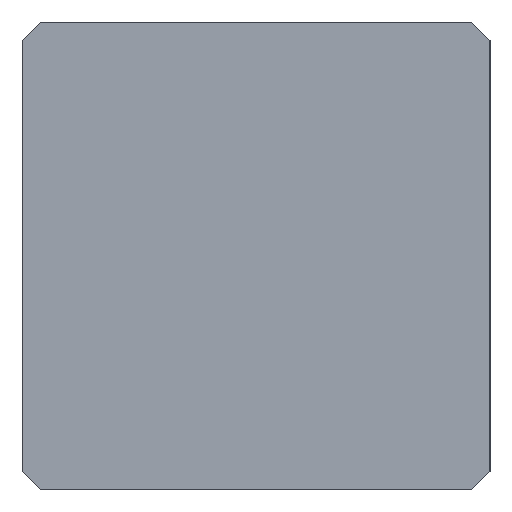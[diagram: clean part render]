
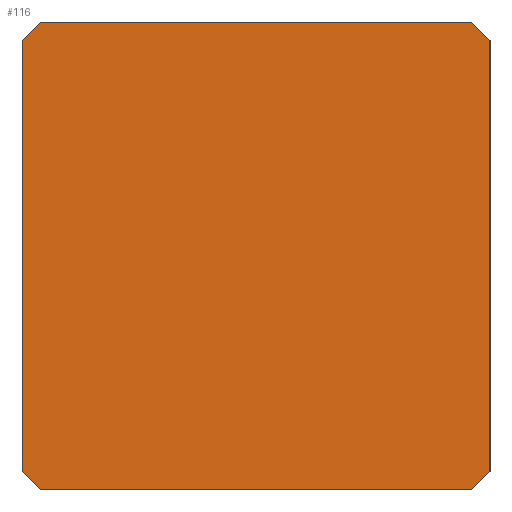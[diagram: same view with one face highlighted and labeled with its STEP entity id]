
A CAD part, left-side view. The second image highlights one B-rep face of the part: STEP entity #116.
In plain terms, the highlighted planar face has unit normal (-1, 0, 0).
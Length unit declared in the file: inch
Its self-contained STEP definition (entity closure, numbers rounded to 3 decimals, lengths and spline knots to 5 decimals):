
#75 = DIRECTION ( 'NONE',  ( 0., 0.707, 0.707 ) ) ;
#82 = CARTESIAN_POINT ( 'NONE',  ( -1.5, 0.25, -0.23031 ) ) ;
#101 = VERTEX_POINT ( 'NONE', #115 ) ;
#115 = CARTESIAN_POINT ( 'NONE',  ( -1.5, 0.23031, 0.25 ) ) ;
#116 = ADVANCED_FACE ( 'NONE', ( #889 ), #901, .F. ) ;
#136 = EDGE_CURVE ( 'NONE', #1130, #330, #1506, .T. ) ;
#148 = EDGE_CURVE ( 'NONE', #474, #1489, #533, .T. ) ;
#181 = LINE ( 'NONE', #1139, #402 ) ;
#184 = LINE ( 'NONE', #409, #492 ) ;
#194 = VECTOR ( 'NONE', #954, 39.37008 ) ;
#209 = CARTESIAN_POINT ( 'NONE',  ( -1.5, 0.23031, 0.25 ) ) ;
#214 = DIRECTION ( 'NONE',  ( 0., -0.707, 0.707 ) ) ;
#219 = DIRECTION ( 'NONE',  ( 0., 0.707, -0.707 ) ) ;
#252 = VECTOR ( 'NONE', #267, 39.37008 ) ;
#267 = DIRECTION ( 'NONE',  ( 0., 0., 1. ) ) ;
#288 = LINE ( 'NONE', #510, #368 ) ;
#308 = DIRECTION ( 'NONE',  ( 0., -0.707, -0.707 ) ) ;
#314 = VERTEX_POINT ( 'NONE', #1275 ) ;
#327 = CARTESIAN_POINT ( 'NONE',  ( -1.5, -0.23031, -0.25 ) ) ;
#330 = VERTEX_POINT ( 'NONE', #1037 ) ;
#345 = EDGE_CURVE ( 'NONE', #314, #330, #489, .T. ) ;
#367 = VECTOR ( 'NONE', #219, 39.37008 ) ;
#368 = VECTOR ( 'NONE', #747, 39.37008 ) ;
#402 = VECTOR ( 'NONE', #75, 39.37008 ) ;
#409 = CARTESIAN_POINT ( 'NONE',  ( -1.5, 0.25, 0.25 ) ) ;
#444 = LINE ( 'NONE', #209, #367 ) ;
#456 = VERTEX_POINT ( 'NONE', #754 ) ;
#474 = VERTEX_POINT ( 'NONE', #82 ) ;
#489 = LINE ( 'NONE', #563, #194 ) ;
#492 = VECTOR ( 'NONE', #873, 39.37008 ) ;
#510 = CARTESIAN_POINT ( 'NONE',  ( -1.5, 0.25, -0.25 ) ) ;
#512 = CARTESIAN_POINT ( 'NONE',  ( -1.5, 0.25, 0.25 ) ) ;
#533 = LINE ( 'NONE', #1494, #1440 ) ;
#545 = CARTESIAN_POINT ( 'NONE',  ( -1.5, 0.23031, -0.25 ) ) ;
#563 = CARTESIAN_POINT ( 'NONE',  ( -1.5, -0.25, 0.25 ) ) ;
#572 = VERTEX_POINT ( 'NONE', #1073 ) ;
#619 = LINE ( 'NONE', #512, #252 ) ;
#623 = CARTESIAN_POINT ( 'NONE',  ( -1.5, -0.23031, -0.25 ) ) ;
#676 = ORIENTED_EDGE ( 'NONE', *, *, #816, .F. ) ;
#698 = EDGE_CURVE ( 'NONE', #474, #456, #619, .T. ) ;
#747 = DIRECTION ( 'NONE',  ( 0., 1., 0. ) ) ;
#754 = CARTESIAN_POINT ( 'NONE',  ( -1.5, 0.25, 0.23031 ) ) ;
#772 = ORIENTED_EDGE ( 'NONE', *, *, #1025, .T. ) ;
#795 = ORIENTED_EDGE ( 'NONE', *, *, #148, .T. ) ;
#808 = EDGE_LOOP ( 'NONE', ( #1258, #965, #1390, #1030, #676, #772, #1158, #795 ) ) ;
#816 = EDGE_CURVE ( 'NONE', #101, #572, #184, .T. ) ;
#873 = DIRECTION ( 'NONE',  ( 0., -1., 0. ) ) ;
#889 = FACE_OUTER_BOUND ( 'NONE', #808, .T. ) ;
#901 = PLANE ( 'NONE',  #1358 ) ;
#954 = DIRECTION ( 'NONE',  ( 0., 0., -1. ) ) ;
#965 = ORIENTED_EDGE ( 'NONE', *, *, #136, .T. ) ;
#994 = VECTOR ( 'NONE', #214, 39.37008 ) ;
#1011 = CARTESIAN_POINT ( 'NONE',  ( -1.5, 0., 0. ) ) ;
#1025 = EDGE_CURVE ( 'NONE', #101, #456, #444, .T. ) ;
#1030 = ORIENTED_EDGE ( 'NONE', *, *, #1552, .T. ) ;
#1037 = CARTESIAN_POINT ( 'NONE',  ( -1.5, -0.25, -0.23031 ) ) ;
#1073 = CARTESIAN_POINT ( 'NONE',  ( -1.5, -0.23031, 0.25 ) ) ;
#1130 = VERTEX_POINT ( 'NONE', #623 ) ;
#1139 = CARTESIAN_POINT ( 'NONE',  ( -1.5, -0.25, 0.23031 ) ) ;
#1158 = ORIENTED_EDGE ( 'NONE', *, *, #698, .F. ) ;
#1216 = EDGE_CURVE ( 'NONE', #1130, #1489, #288, .T. ) ;
#1258 = ORIENTED_EDGE ( 'NONE', *, *, #1216, .F. ) ;
#1275 = CARTESIAN_POINT ( 'NONE',  ( -1.5, -0.25, 0.23031 ) ) ;
#1358 = AXIS2_PLACEMENT_3D ( 'NONE', #1011, #1498, #1384 ) ;
#1384 = DIRECTION ( 'NONE',  ( 0., 0., -1. ) ) ;
#1390 = ORIENTED_EDGE ( 'NONE', *, *, #345, .F. ) ;
#1440 = VECTOR ( 'NONE', #308, 39.37008 ) ;
#1489 = VERTEX_POINT ( 'NONE', #545 ) ;
#1494 = CARTESIAN_POINT ( 'NONE',  ( -1.5, 0.25, -0.23031 ) ) ;
#1498 = DIRECTION ( 'NONE',  ( 1., 0., 0. ) ) ;
#1506 = LINE ( 'NONE', #327, #994 ) ;
#1552 = EDGE_CURVE ( 'NONE', #314, #572, #181, .T. ) ;
